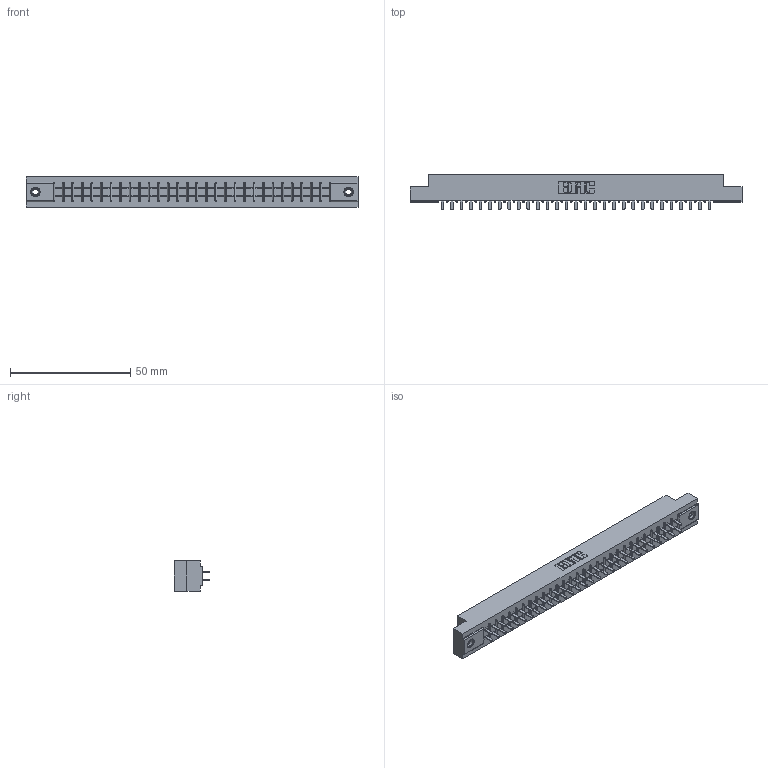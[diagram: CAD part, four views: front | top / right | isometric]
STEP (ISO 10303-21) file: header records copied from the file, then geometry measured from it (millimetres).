
FILE_DESCRIPTION (( 'STEP AP203' ), '1' );
FILE_NAME ('355-058-521-508.STEP', '2019-09-12T13:22:57', ( '' ), ( '' ), 'SwSTEP 2.0', 'SolidWorks 2016', '' );
FILE_SCHEMA (( 'CONFIG_CONTROL_DESIGN' ));
Length unit declared in the file: inch
Products named in the file (4): 305-290-001_521; 345-250-001_345-250-003-102; 305 Part_.156 Dia; 355-058-521-508
Assembly tree (61 placements, depth 2):
  355-058-521-508
    305 Part_.156 Dia
    305-290-001_521  x58
    345-250-001_345-250-003-102  x2
Bounding box: 137.92 x 14.86 x 12.7 mm (x, y, z)
Volume: 13848.2 mm3; surface area: 17710.9 mm2
Topology: 61 solids, 61 shells, 2844 faces, 8079 edges, 5222 vertices
Faces by surface type: plane 1666, cylinder 1046, sphere 116, cone 12, torus 4
Entity records: 34047 total; most frequent: CARTESIAN_POINT 5616, ORIENTED_EDGE 5566, DIRECTION 5453, EDGE_CURVE 2783, VECTOR 2235, LINE 2235, VERTEX_POINT 1772, AXIS2_PLACEMENT_3D 1609
